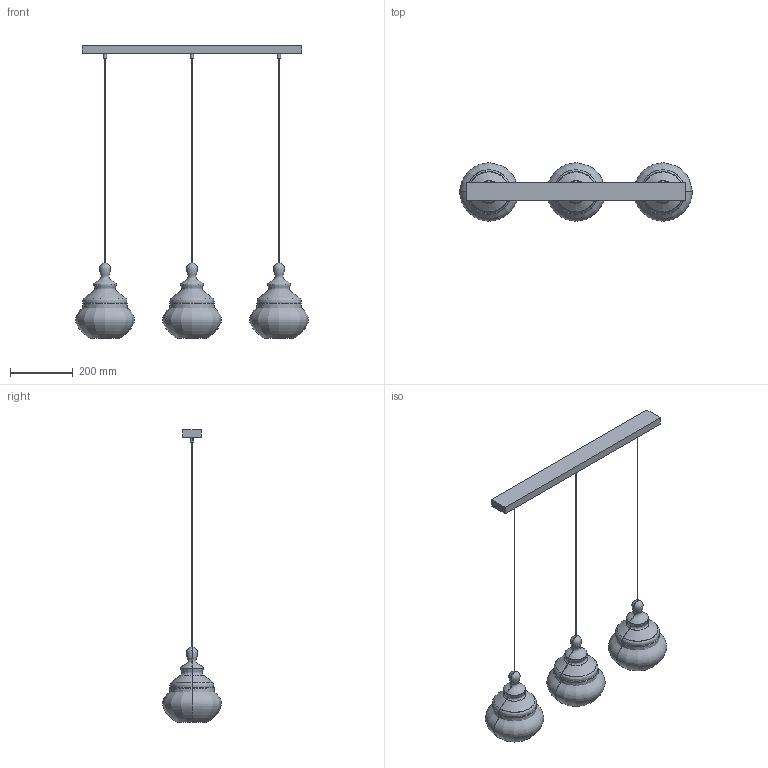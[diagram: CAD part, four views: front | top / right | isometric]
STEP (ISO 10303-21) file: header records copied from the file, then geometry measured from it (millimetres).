
FILE_DESCRIPTION(/* description */ (''),/* implementation_level */ '2;1');
FILE_NAME(/* name */ '1744.238_ADONE',/* time_stamp */ '2023-02-28T15:18:29+01:00',/* author */ (''),/* organization */ (''),/* preprocessor_version */ 'ST-DEVELOPER v16.5',/* originating_system */ 'Rhino 7.15',/* authorisation */ '');
FILE_SCHEMA (('CONFIG_CONTROL_DESIGN'));
Products named in the file (1): Document
Bounding box: 742.54 x 187.59 x 934.11 mm (x, y, z)
Volume: 1053534.1 mm3; surface area: 812981.1 mm2
Topology: 4 solids, 19 shells, 111 faces, 261 edges, 166 vertices
Faces by surface type: bspline 78, cylinder 18, plane 15
Entity records: 137740 total; most frequent: CARTESIAN_POINT 136348, ORIENTED_EDGE 420, EDGE_CURVE 228, VERTEX_POINT 137, ADVANCED_FACE 111, FACE_OUTER_BOUND 111, EDGE_LOOP 111, DIRECTION 41
